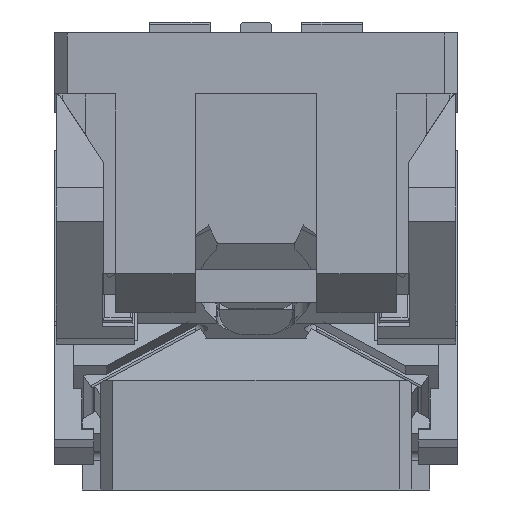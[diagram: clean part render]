
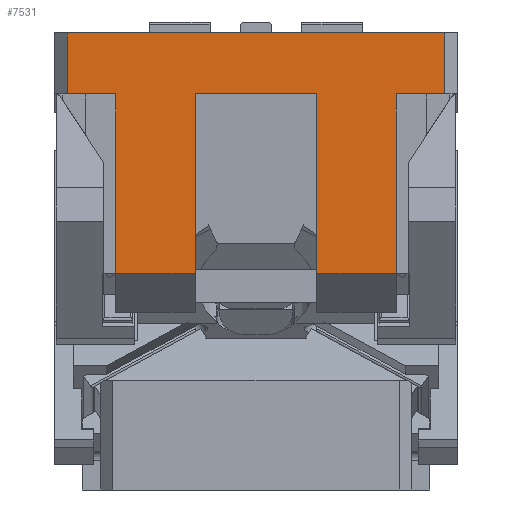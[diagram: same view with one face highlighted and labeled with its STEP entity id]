
A CAD part, left-side view. The second image highlights one B-rep face of the part: STEP entity #7531.
In plain terms, the highlighted planar face has unit normal (-1, 0, 0).
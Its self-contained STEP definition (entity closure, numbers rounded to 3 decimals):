
#2577=CARTESIAN_POINT('Vertex',(-390.,-115.,2.31)) ;
#2580=CARTESIAN_POINT('Line Origine',(-390.,-82.5,2.31)) ;
#2584=CARTESIAN_POINT('Vertex',(-390.,-50.,2.31)) ;
#3620=CARTESIAN_POINT('Vertex',(-390.,-155.,200.)) ;
#3625=CARTESIAN_POINT('Line Origine',(-390.,-155.,175.)) ;
#3629=CARTESIAN_POINT('Vertex',(-390.,-155.,150.)) ;
#3887=CARTESIAN_POINT('Line Origine',(-390.,-135.,150.)) ;
#3891=CARTESIAN_POINT('Vertex',(-390.,-115.,150.)) ;
#3928=CARTESIAN_POINT('Line Origine',(-390.,-115.,76.155)) ;
#4050=CARTESIAN_POINT('Line Origine',(-390.,82.5,2.31)) ;
#4054=CARTESIAN_POINT('Vertex',(-390.,115.,2.31)) ;
#4056=CARTESIAN_POINT('Vertex',(-390.,50.,2.31)) ;
#4106=CARTESIAN_POINT('Vertex',(-390.,50.,150.)) ;
#4109=CARTESIAN_POINT('Line Origine',(-390.,50.,76.155)) ;
#7155=CARTESIAN_POINT('Vertex',(-390.,115.,150.)) ;
#7158=CARTESIAN_POINT('Line Origine',(-390.,135.,150.)) ;
#7162=CARTESIAN_POINT('Vertex',(-390.,155.,150.)) ;
#7205=CARTESIAN_POINT('Vertex',(-390.,155.,200.)) ;
#7213=CARTESIAN_POINT('Line Origine',(-390.,155.,175.)) ;
#7479=CARTESIAN_POINT('Line Origine',(-390.,115.,76.155)) ;
#7495=CARTESIAN_POINT('Axis2P3D Location',(-390.,-165.,150.)) ;
#7500=CARTESIAN_POINT('Line Origine',(-390.,0.,150.)) ;
#7504=CARTESIAN_POINT('Vertex',(-390.,-50.,150.)) ;
#7507=CARTESIAN_POINT('Line Origine',(-390.,-50.,76.155)) ;
#7512=CARTESIAN_POINT('Line Origine',(-390.,0.,200.)) ;
#2581=DIRECTION('Vector Direction',(0.,-1.,0.)) ;
#3626=DIRECTION('Vector Direction',(0.,0.,1.)) ;
#3888=DIRECTION('Vector Direction',(0.,1.,0.)) ;
#3929=DIRECTION('Vector Direction',(0.,0.,-1.)) ;
#4051=DIRECTION('Vector Direction',(0.,-1.,0.)) ;
#4110=DIRECTION('Vector Direction',(0.,0.,-1.)) ;
#7159=DIRECTION('Vector Direction',(0.,1.,0.)) ;
#7214=DIRECTION('Vector Direction',(0.,0.,-1.)) ;
#7480=DIRECTION('Vector Direction',(0.,0.,-1.)) ;
#7496=DIRECTION('Axis2P3D Direction',(1.,0.,0.)) ;
#7497=DIRECTION('Axis2P3D XDirection',(0.,1.,0.)) ;
#7501=DIRECTION('Vector Direction',(0.,1.,0.)) ;
#7508=DIRECTION('Vector Direction',(0.,0.,-1.)) ;
#7513=DIRECTION('Vector Direction',(0.,1.,0.)) ;
#7498=AXIS2_PLACEMENT_3D('Plane Axis2P3D',#7495,#7496,#7497) ;
#7518=ORIENTED_EDGE('',*,*,#7483,.T.) ;
#7519=ORIENTED_EDGE('',*,*,#4058,.T.) ;
#7520=ORIENTED_EDGE('',*,*,#4113,.F.) ;
#7521=ORIENTED_EDGE('',*,*,#7506,.F.) ;
#7522=ORIENTED_EDGE('',*,*,#7511,.T.) ;
#7523=ORIENTED_EDGE('',*,*,#2586,.T.) ;
#7524=ORIENTED_EDGE('',*,*,#3932,.F.) ;
#7525=ORIENTED_EDGE('',*,*,#3893,.F.) ;
#7526=ORIENTED_EDGE('',*,*,#3631,.T.) ;
#7527=ORIENTED_EDGE('',*,*,#7516,.T.) ;
#7528=ORIENTED_EDGE('',*,*,#7217,.T.) ;
#7529=ORIENTED_EDGE('',*,*,#7164,.F.) ;
#2582=VECTOR('Line Direction',#2581,1.) ;
#3627=VECTOR('Line Direction',#3626,1.) ;
#3889=VECTOR('Line Direction',#3888,1.) ;
#3930=VECTOR('Line Direction',#3929,1.) ;
#4052=VECTOR('Line Direction',#4051,1.) ;
#4111=VECTOR('Line Direction',#4110,1.) ;
#7160=VECTOR('Line Direction',#7159,1.) ;
#7215=VECTOR('Line Direction',#7214,1.) ;
#7481=VECTOR('Line Direction',#7480,1.) ;
#7502=VECTOR('Line Direction',#7501,1.) ;
#7509=VECTOR('Line Direction',#7508,1.) ;
#7514=VECTOR('Line Direction',#7513,1.) ;
#7531=ADVANCED_FACE('CAM HOLDER',(#7530),#7499,.F.) ;
#2586=EDGE_CURVE('',#2585,#2578,#2583,.T.) ;
#3631=EDGE_CURVE('',#3630,#3621,#3628,.T.) ;
#3893=EDGE_CURVE('',#3630,#3892,#3890,.T.) ;
#3932=EDGE_CURVE('',#3892,#2578,#3931,.T.) ;
#4058=EDGE_CURVE('',#4055,#4057,#4053,.T.) ;
#4113=EDGE_CURVE('',#4107,#4057,#4112,.T.) ;
#7164=EDGE_CURVE('',#7156,#7163,#7161,.T.) ;
#7217=EDGE_CURVE('',#7206,#7163,#7216,.T.) ;
#7483=EDGE_CURVE('',#7156,#4055,#7482,.T.) ;
#7506=EDGE_CURVE('',#7505,#4107,#7503,.T.) ;
#7511=EDGE_CURVE('',#7505,#2585,#7510,.T.) ;
#7516=EDGE_CURVE('',#3621,#7206,#7515,.T.) ;
#7517=EDGE_LOOP('',(#7518,#7519,#7520,#7521,#7522,#7523,#7524,#7525,#7526,#7527,#7528,#7529)) ;
#7530=FACE_OUTER_BOUND('',#7517,.T.) ;
#2583=LINE('Line',#2580,#2582) ;
#3628=LINE('Line',#3625,#3627) ;
#3890=LINE('Line',#3887,#3889) ;
#3931=LINE('Line',#3928,#3930) ;
#4053=LINE('Line',#4050,#4052) ;
#4112=LINE('Line',#4109,#4111) ;
#7161=LINE('Line',#7158,#7160) ;
#7216=LINE('Line',#7213,#7215) ;
#7482=LINE('Line',#7479,#7481) ;
#7503=LINE('Line',#7500,#7502) ;
#7510=LINE('Line',#7507,#7509) ;
#7515=LINE('Line',#7512,#7514) ;
#7499=PLANE('Plane',#7498) ;
#2578=VERTEX_POINT('',#2577) ;
#2585=VERTEX_POINT('',#2584) ;
#3621=VERTEX_POINT('',#3620) ;
#3630=VERTEX_POINT('',#3629) ;
#3892=VERTEX_POINT('',#3891) ;
#4055=VERTEX_POINT('',#4054) ;
#4057=VERTEX_POINT('',#4056) ;
#4107=VERTEX_POINT('',#4106) ;
#7156=VERTEX_POINT('',#7155) ;
#7163=VERTEX_POINT('',#7162) ;
#7206=VERTEX_POINT('',#7205) ;
#7505=VERTEX_POINT('',#7504) ;
